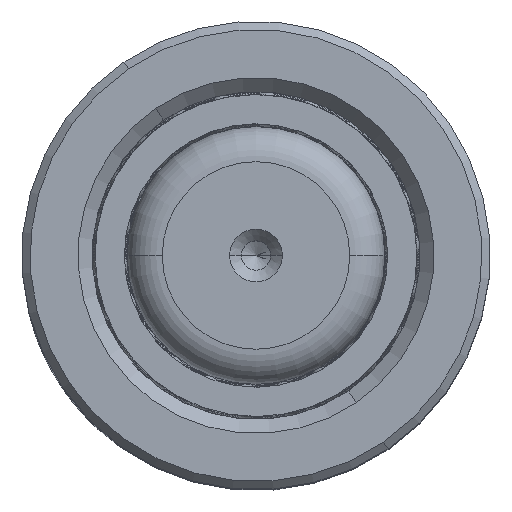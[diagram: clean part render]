
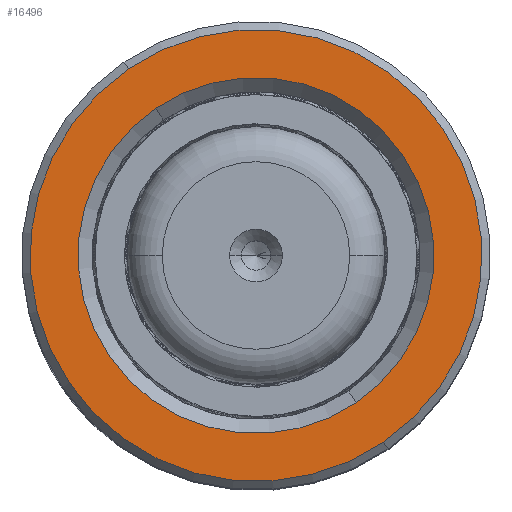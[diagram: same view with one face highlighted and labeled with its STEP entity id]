
A CAD part, top view. The second image highlights one B-rep face of the part: STEP entity #16496.
In plain terms, the highlighted planar face has unit normal (0, 0, 1).
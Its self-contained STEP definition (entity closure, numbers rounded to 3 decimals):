
#155 = CIRCLE ( 'NONE', #41546, 15.2 ) ;
#1390 = CIRCLE ( 'NONE', #16075, 19.3 ) ;
#1705 = VERTEX_POINT ( 'NONE', #3449 ) ;
#2152 = ORIENTED_EDGE ( 'NONE', *, *, #45688, .T. ) ;
#3449 = CARTESIAN_POINT ( 'NONE',  ( -15.2, 0., 50. ) ) ;
#3641 = DIRECTION ( 'NONE',  ( 1., 0., 0. ) ) ;
#4717 = AXIS2_PLACEMENT_3D ( 'NONE', #35089, #15745, #8413 ) ;
#6812 = VERTEX_POINT ( 'NONE', #43252 ) ;
#8413 = DIRECTION ( 'NONE',  ( 1., 0., 0. ) ) ;
#8677 = FACE_BOUND ( 'NONE', #17654, .T. ) ;
#10300 = DIRECTION ( 'NONE',  ( 1., 0., 0. ) ) ;
#10560 = DIRECTION ( 'NONE',  ( 1., 0., 0. ) ) ;
#13914 = ORIENTED_EDGE ( 'NONE', *, *, #45186, .T. ) ;
#14119 = CARTESIAN_POINT ( 'NONE',  ( 0., 0., 50. ) ) ;
#14390 = CARTESIAN_POINT ( 'NONE',  ( 0., 0., 50. ) ) ;
#14665 = CARTESIAN_POINT ( 'NONE',  ( 19.3, 0., 50. ) ) ;
#15303 = DIRECTION ( 'NONE',  ( 0., 0., -1. ) ) ;
#15745 = DIRECTION ( 'NONE',  ( 0., 0., 1. ) ) ;
#16075 = AXIS2_PLACEMENT_3D ( 'NONE', #34035, #45106, #22358 ) ;
#16496 = ADVANCED_FACE ( 'NONE', ( #47338, #8677 ), #41866, .T. ) ;
#17654 = EDGE_LOOP ( 'NONE', ( #2152, #13914 ) ) ;
#18763 = DIRECTION ( 'NONE',  ( 0., 0., -1. ) ) ;
#18979 = CARTESIAN_POINT ( 'NONE',  ( 0., 0., 50. ) ) ;
#20539 = AXIS2_PLACEMENT_3D ( 'NONE', #14119, #25971, #10300 ) ;
#22358 = DIRECTION ( 'NONE',  ( 1., 0., 0. ) ) ;
#22834 = CARTESIAN_POINT ( 'NONE',  ( 15.2, 0., 50. ) ) ;
#23956 = ORIENTED_EDGE ( 'NONE', *, *, #24185, .T. ) ;
#24185 = EDGE_CURVE ( 'NONE', #6812, #24225, #1390, .T. ) ;
#24225 = VERTEX_POINT ( 'NONE', #14665 ) ;
#25971 = DIRECTION ( 'NONE',  ( 0., 0., 1. ) ) ;
#28618 = VERTEX_POINT ( 'NONE', #22834 ) ;
#32110 = EDGE_LOOP ( 'NONE', ( #23956, #48270 ) ) ;
#34035 = CARTESIAN_POINT ( 'NONE',  ( 0., 0., 50. ) ) ;
#35089 = CARTESIAN_POINT ( 'NONE',  ( 0., 0., 50. ) ) ;
#38411 = AXIS2_PLACEMENT_3D ( 'NONE', #14390, #18763, #10560 ) ;
#41546 = AXIS2_PLACEMENT_3D ( 'NONE', #18979, #15303, #3641 ) ;
#41866 = PLANE ( 'NONE',  #4717 ) ;
#43252 = CARTESIAN_POINT ( 'NONE',  ( -19.3, 0., 50. ) ) ;
#43580 = CIRCLE ( 'NONE', #38411, 15.2 ) ;
#45106 = DIRECTION ( 'NONE',  ( 0., 0., 1. ) ) ;
#45186 = EDGE_CURVE ( 'NONE', #1705, #28618, #155, .T. ) ;
#45688 = EDGE_CURVE ( 'NONE', #28618, #1705, #43580, .T. ) ;
#47036 = CIRCLE ( 'NONE', #20539, 19.3 ) ;
#47131 = EDGE_CURVE ( 'NONE', #24225, #6812, #47036, .T. ) ;
#47338 = FACE_OUTER_BOUND ( 'NONE', #32110, .T. ) ;
#48270 = ORIENTED_EDGE ( 'NONE', *, *, #47131, .T. ) ;
